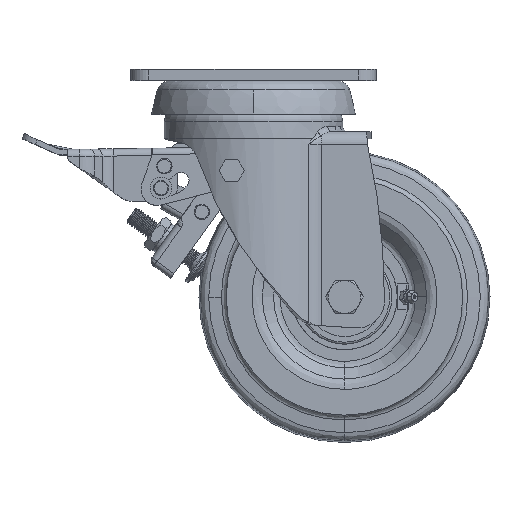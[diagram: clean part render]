
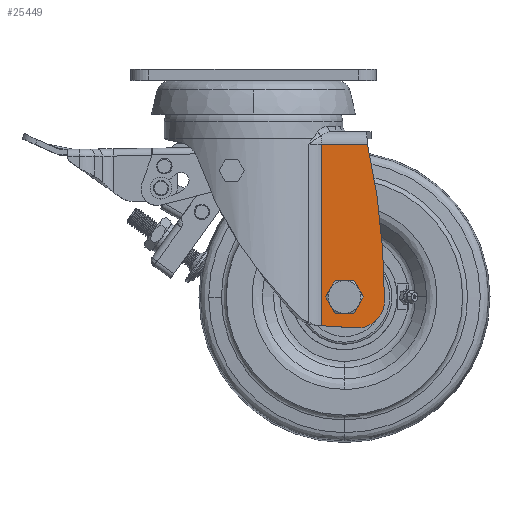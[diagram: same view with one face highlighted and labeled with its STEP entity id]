
A CAD part, top view. The second image highlights one B-rep face of the part: STEP entity #25449.
In plain terms, the highlighted planar face has unit normal (0, 0, 1).
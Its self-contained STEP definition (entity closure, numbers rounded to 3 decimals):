
#377 = DIRECTION ( 'NONE',  ( -1., 0., 0. ) ) ;
#921 = CARTESIAN_POINT ( 'NONE',  ( 56.984, -127.082, 36. ) ) ;
#1355 = DIRECTION ( 'NONE',  ( -1., 0., 0. ) ) ;
#2268 = VERTEX_POINT ( 'NONE', #15676 ) ;
#3285 = FACE_BOUND ( 'NONE', #15516, .T. ) ;
#3768 = LINE ( 'NONE', #59570, #24034 ) ;
#3814 = AXIS2_PLACEMENT_3D ( 'NONE', #38220, #59413, #5208 ) ;
#4124 = CIRCLE ( 'NONE', #14618, 15. ) ;
#4975 = ORIENTED_EDGE ( 'NONE', *, *, #63014, .T. ) ;
#5208 = DIRECTION ( 'NONE',  ( 0., -1., 0. ) ) ;
#5647 = EDGE_CURVE ( 'NONE', #65302, #38862, #58302, .T. ) ;
#6054 = EDGE_CURVE ( 'NONE', #8433, #65178, #11830, .T. ) ;
#6779 = CARTESIAN_POINT ( 'NONE',  ( 37.284, -41.081, 36. ) ) ;
#8433 = VERTEX_POINT ( 'NONE', #9352 ) ;
#9324 = DIRECTION ( 'NONE',  ( 0., 1., 0. ) ) ;
#9352 = CARTESIAN_POINT ( 'NONE',  ( 62.66, -41.083, 36. ) ) ;
#11830 = LINE ( 'NONE', #64478, #65792 ) ;
#13326 = ORIENTED_EDGE ( 'NONE', *, *, #52583, .F. ) ;
#14618 = AXIS2_PLACEMENT_3D ( 'NONE', #921, #65245, #38663 ) ;
#15516 = EDGE_LOOP ( 'NONE', ( #20586, #48094 ) ) ;
#15676 = CARTESIAN_POINT ( 'NONE',  ( 71.984, -127.088, 36. ) ) ;
#18160 = EDGE_CURVE ( 'NONE', #60451, #2268, #4124, .T. ) ;
#19275 = EDGE_CURVE ( 'NONE', #38862, #65302, #37745, .T. ) ;
#19330 = ORIENTED_EDGE ( 'NONE', *, *, #18160, .T. ) ;
#20264 = AXIS2_PLACEMENT_3D ( 'NONE', #58051, #47198, #31174 ) ;
#20586 = ORIENTED_EDGE ( 'NONE', *, *, #19275, .F. ) ;
#21835 = CARTESIAN_POINT ( 'NONE',  ( -328.016, -126.943, 36. ) ) ;
#24034 = VECTOR ( 'NONE', #53465, 1000. ) ;
#24831 = EDGE_LOOP ( 'NONE', ( #26241, #39089, #13326, #4975, #19330 ) ) ;
#25449 = ADVANCED_FACE ( 'NONE', ( #60633, #3285 ), #43639, .T. ) ;
#26241 = ORIENTED_EDGE ( 'NONE', *, *, #39134, .T. ) ;
#27024 = VECTOR ( 'NONE', #9324, 1000. ) ;
#27983 = CARTESIAN_POINT ( 'NONE',  ( 49.994, -125.002, 36. ) ) ;
#31174 = DIRECTION ( 'NONE',  ( -1., 0., 0. ) ) ;
#32120 = CARTESIAN_POINT ( 'NONE',  ( 56.002, -142.05, 36. ) ) ;
#32478 = DIRECTION ( 'NONE',  ( 0., 0., 1. ) ) ;
#37745 = CIRCLE ( 'NONE', #64338, 6.25 ) ;
#38220 = CARTESIAN_POINT ( 'NONE',  ( -0.012, -38.079, 36. ) ) ;
#38663 = DIRECTION ( 'NONE',  ( -0.065, -0.998, 0. ) ) ;
#38862 = VERTEX_POINT ( 'NONE', #55671 ) ;
#39089 = ORIENTED_EDGE ( 'NONE', *, *, #6054, .T. ) ;
#39134 = EDGE_CURVE ( 'NONE', #2268, #8433, #48078, .T. ) ;
#43639 = PLANE ( 'NONE',  #3814 ) ;
#44517 = DIRECTION ( 'NONE',  ( 0., 0., 1. ) ) ;
#47198 = DIRECTION ( 'NONE',  ( 0., 0., 1. ) ) ;
#48078 = CIRCLE ( 'NONE', #55058, 400. ) ;
#48094 = ORIENTED_EDGE ( 'NONE', *, *, #5647, .F. ) ;
#49913 = VERTEX_POINT ( 'NONE', #59881 ) ;
#52583 = EDGE_CURVE ( 'NONE', #49913, #65178, #55742, .T. ) ;
#53465 = DIRECTION ( 'NONE',  ( 0.998, -0.065, 0. ) ) ;
#55058 = AXIS2_PLACEMENT_3D ( 'NONE', #21835, #32478, #59566 ) ;
#55671 = CARTESIAN_POINT ( 'NONE',  ( 56.244, -125.002, 36. ) ) ;
#55742 = LINE ( 'NONE', #57186, #27024 ) ;
#57186 = CARTESIAN_POINT ( 'NONE',  ( 37.279, -140.822, 36. ) ) ;
#58051 = CARTESIAN_POINT ( 'NONE',  ( 49.994, -125.002, 36. ) ) ;
#58302 = CIRCLE ( 'NONE', #20264, 6.25 ) ;
#59413 = DIRECTION ( 'NONE',  ( 0., 0., 1. ) ) ;
#59566 = DIRECTION ( 'NONE',  ( 1., 0., 0. ) ) ;
#59570 = CARTESIAN_POINT ( 'NONE',  ( 37.279, -140.822, 36. ) ) ;
#59881 = CARTESIAN_POINT ( 'NONE',  ( 37.279, -140.822, 36. ) ) ;
#60451 = VERTEX_POINT ( 'NONE', #32120 ) ;
#60633 = FACE_OUTER_BOUND ( 'NONE', #24831, .T. ) ;
#63014 = EDGE_CURVE ( 'NONE', #49913, #60451, #3768, .T. ) ;
#64338 = AXIS2_PLACEMENT_3D ( 'NONE', #27983, #44517, #1355 ) ;
#64478 = CARTESIAN_POINT ( 'NONE',  ( 62.66, -41.083, 36. ) ) ;
#65178 = VERTEX_POINT ( 'NONE', #6779 ) ;
#65245 = DIRECTION ( 'NONE',  ( 0., 0., 1. ) ) ;
#65302 = VERTEX_POINT ( 'NONE', #67790 ) ;
#65792 = VECTOR ( 'NONE', #377, 1000. ) ;
#67790 = CARTESIAN_POINT ( 'NONE',  ( 43.744, -125.002, 36. ) ) ;
